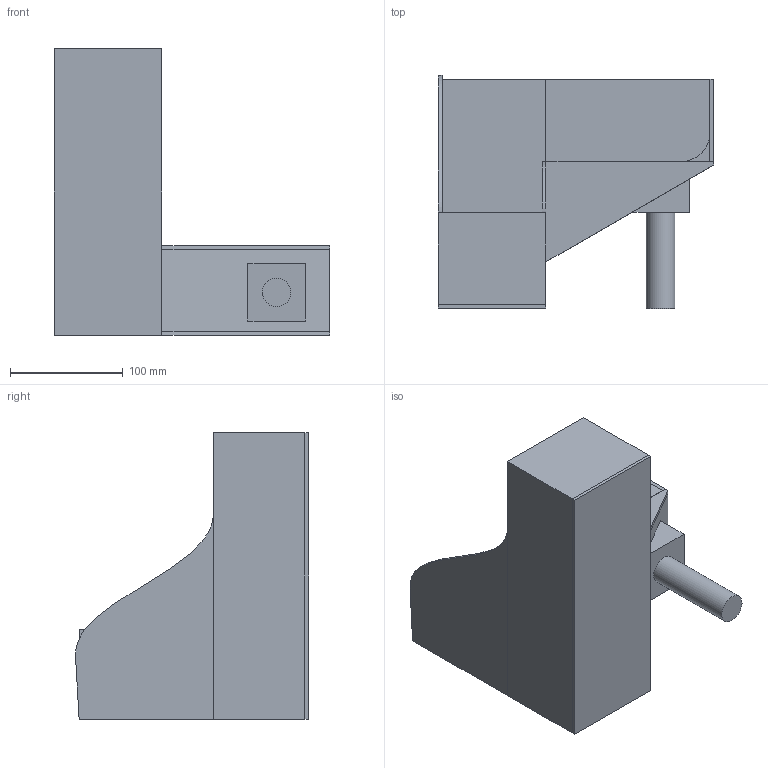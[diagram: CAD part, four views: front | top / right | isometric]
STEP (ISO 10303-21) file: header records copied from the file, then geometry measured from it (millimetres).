
FILE_DESCRIPTION((('zoo.dev export')), '2;1');
FILE_NAME('dump.step', '1970-01-01T00:00:00.0+00:00', ('Author unknown'), ('Organization unknown'), 'zoo.dev beta', 'zoo.dev', 'Authorization unknown');
FILE_SCHEMA(('AP203_CONFIGURATION_CONTROLLED_3D_DESIGN_OF_MECHANICAL_PARTS_AND_ASSEMBLIES_MIM_LF'));
Length unit declared in the file: metre
Products named in the file (12): UNIDENTIFIED_PRODUCT
Bounding box: 243.73 x 206.45 x 254 mm (x, y, z)
Volume: 543653.1 mm3; surface area: 327690.9 mm2
Topology: 12 solids, 12 shells, 82 faces, 171 edges, 114 vertices
Faces by surface type: plane 78, bspline 4
Entity records: 2150 total; most frequent: CARTESIAN_POINT 435, ORIENTED_EDGE 342, DIRECTION 241, EDGE_CURVE 171, VECTOR 163, LINE 163, VERTEX_POINT 114, EDGE_LOOP 83
